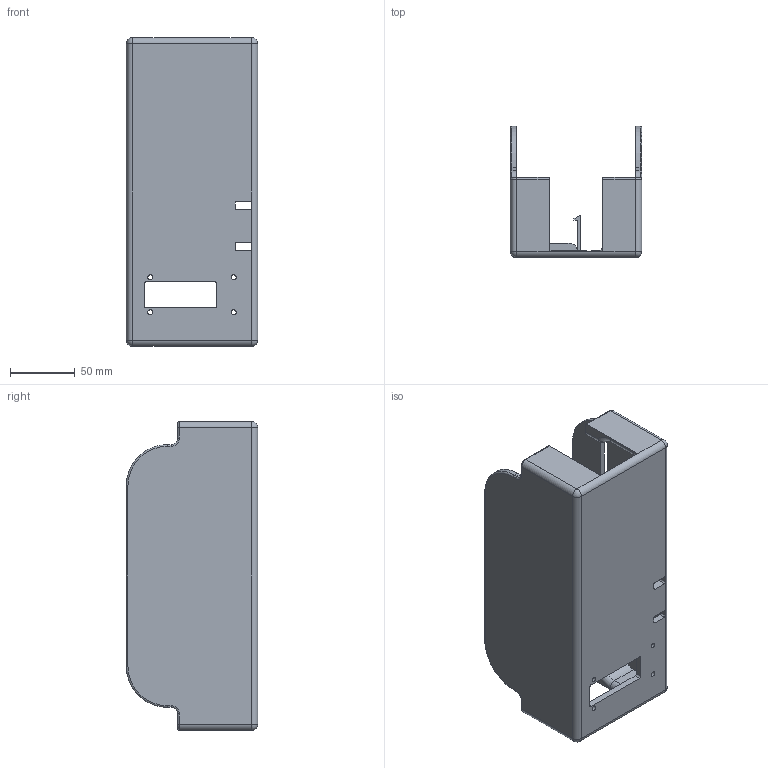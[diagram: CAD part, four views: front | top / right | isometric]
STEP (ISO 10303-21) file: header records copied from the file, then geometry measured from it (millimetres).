
FILE_DESCRIPTION(/* description */ (''),/* implementation_level */ '2;1');
FILE_NAME(/* name */ 'd2c143d0-e704-4530-953f-ce8937a9399a.stp',/* time_stamp */ '2019-06-12T21:28:04+00:00',/* author */ (''),/* organization */ (''),/* preprocessor_version */ 'ST-DEVELOPER v18',/* originating_system */ 'Autodesk Translation Framework v8.2.0.1029',/* authorisation */ '');
FILE_SCHEMA (('AUTOMOTIVE_DESIGN { 1 0 10303 214 3 1 1 }'));
Length unit declared in the file: inch
Products named in the file (2): v7.0.0_Chassis_NoHall; Main Housing
Assembly tree (1 placements, depth 2):
  v7.0.0_Chassis_NoHall
    Main Housing
Bounding box: 101.6 x 101.6 x 238.76 mm (x, y, z)
Volume: 358601.4 mm3; surface area: 159362.4 mm2
Topology: 2 solids, 2 shells, 530 faces, 1444 edges, 941 vertices
Faces by surface type: bspline 215, plane 178, cylinder 107, torus 22, sphere 8
Full cylindrical faces by diameter (mm): 2.75 x4, 3.81 x4, 4.75 x4, 7.62 x4, 7.623 x4, 25.4 x1
Entity records: 18814 total; most frequent: CARTESIAN_POINT 6591, ORIENTED_EDGE 2888, DIRECTION 1897, EDGE_CURVE 1444, VERTEX_POINT 941, LINE 763, VECTOR 763, EDGE_LOOP 579
